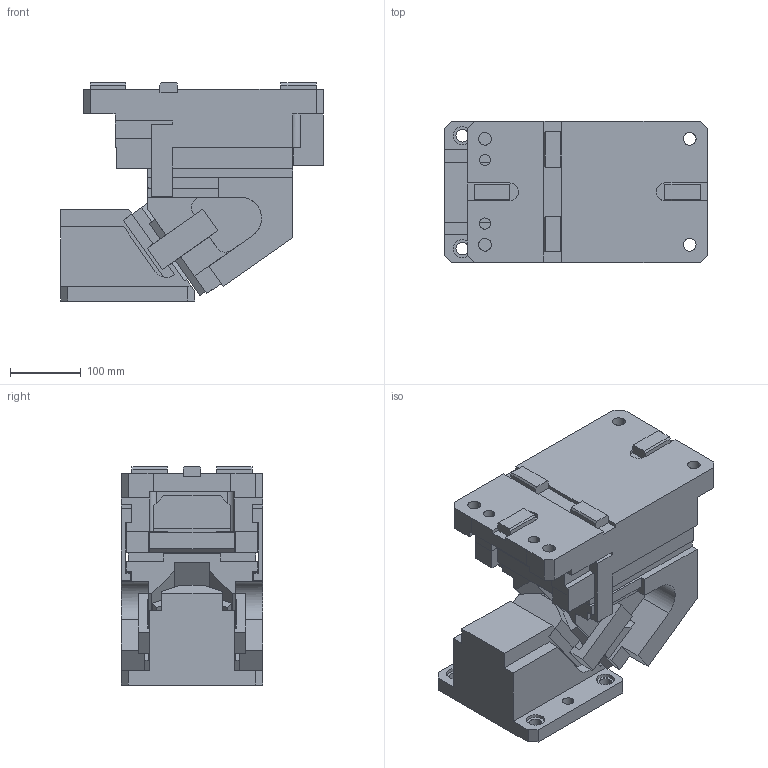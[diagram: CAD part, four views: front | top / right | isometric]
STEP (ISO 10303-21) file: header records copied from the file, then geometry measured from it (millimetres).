
FILE_DESCRIPTION(('CATIA V5 STEP Exchange'),'2;1');
FILE_NAME('CACN_200_55.stp','2015-04-27T09:44:10+00:00',('none'),('none'),'CATIA Version 5 Release 19 SP 2 (IN-10)','CATIA V5 STEP AP203','none');
FILE_SCHEMA(('CONFIG_CONTROL_DESIGN'));
Length unit declared in the file: millimetre
Products named in the file (1): CACN_200_55
Bounding box: 372 x 200 x 309 mm (x, y, z)
Volume: 12010830.1 mm3; surface area: 790216.2 mm2
Topology: 3 solids, 3 shells, 340 faces, 968 edges, 644 vertices
Faces by surface type: plane 270, cylinder 70
Entity records: 11323 total; most frequent: CARTESIAN_POINT 2738, ORIENTED_EDGE 1936, DIRECTION 1462, EDGE_CURVE 968, VECTOR 824, LINE 824, VERTEX_POINT 644, EDGE_LOOP 376
